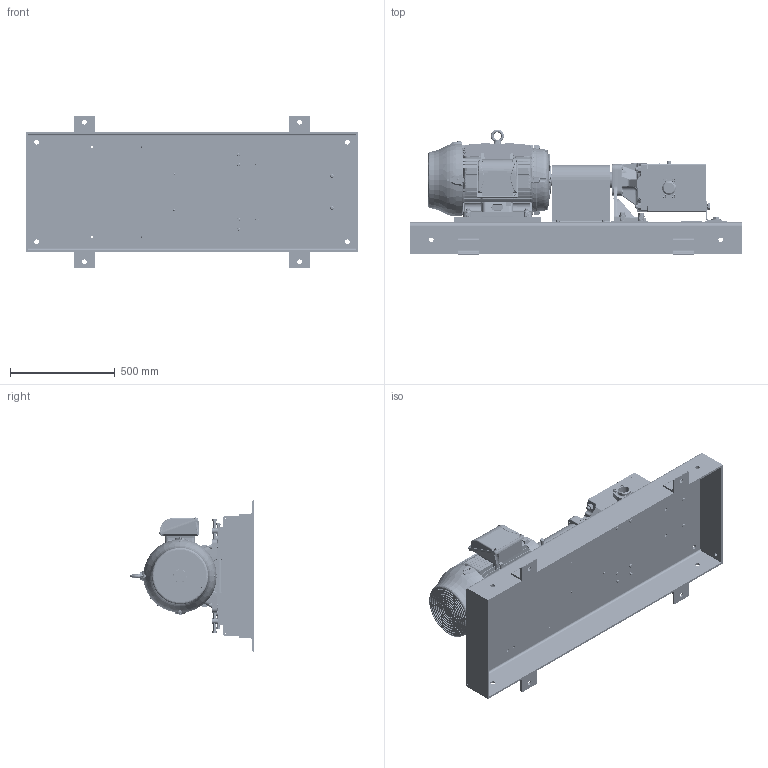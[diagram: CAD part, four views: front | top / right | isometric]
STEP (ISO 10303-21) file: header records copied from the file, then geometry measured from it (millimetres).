
FILE_DESCRIPTION (( 'STEP AP214' ), '1' );
FILE_NAME ('GPV-1430-020-U.STEP', '2016-09-29T13:17:46', ( '' ), ( '' ), 'SwSTEP 2.0', 'SolidWorks 2015', '' );
FILE_SCHEMA (( 'AUTOMOTIVE_DESIGN' ));
Length unit declared in the file: inch
Products named in the file (1): GPV-1430-020-U
Bounding box: 1587.5 x 597.07 x 730.25 mm (x, y, z)
Surface area: 8253503.7 mm2 (no closed solid volume)
Topology: 0 solids, 141 shells, 6175 faces, 15660 edges, 10163 vertices
Faces by surface type: plane 3012, cylinder 1349, bspline 963, cone 767, torus 58, sphere 26
Full cylindrical faces by diameter (mm): 4 x1, 6 x4, 6.35 x12, 7.25 x2, 7.45 x2, 7.925 x16, 7.937 x20, 7.938 x2, 7.95 x32, 8 x7, 8.731 x4, 9.525 x4, 10 x4, 10.716 x20, 11.1 x4, 11.139 x2, 11.146 x10, 11.6 x3, 12.7 x56, 13.46 x8, 13.487 x8, 13.492 x16, 13.894 x4, 14.287 x1, 14.288 x5, 15.6 x4, 15.875 x6, 17.45 x4, 17.462 x2, 17.463 x2
Entity records: 389780 total; most frequent: CARTESIAN_POINT 173651, ORIENTED_EDGE 29660, DIRECTION 22986, EDGE_CURVE 14835, VERTEX_POINT 9991, AXIS2_PLACEMENT_3D 7934, EDGE_LOOP 7615, LINE 7118
